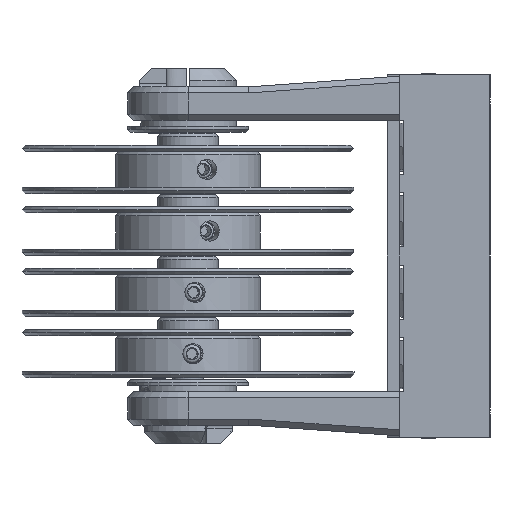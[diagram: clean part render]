
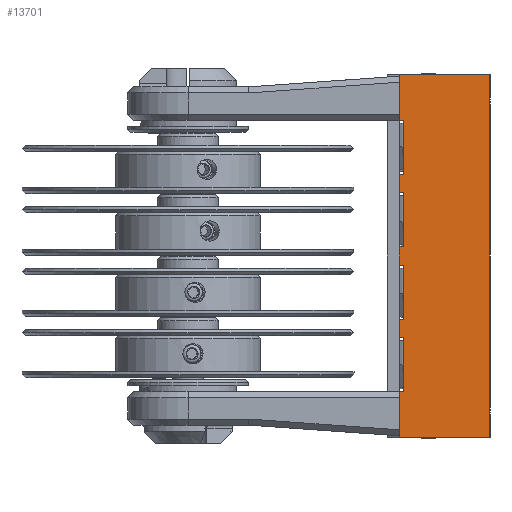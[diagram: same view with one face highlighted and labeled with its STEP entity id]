
A CAD part, left-side view. The second image highlights one B-rep face of the part: STEP entity #13701.
In plain terms, the highlighted planar face has unit normal (-1, 0, 0).
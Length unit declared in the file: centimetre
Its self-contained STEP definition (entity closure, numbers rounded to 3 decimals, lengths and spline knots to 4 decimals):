
#3154=VECTOR('',#23259,1.);
#3189=VECTOR('',#23345,1.);
#3206=VECTOR('',#23406,1.);
#3208=VECTOR('',#23416,1.);
#3211=VECTOR('',#23419,1.);
#3285=VECTOR('',#23535,1.);
#3319=VECTOR('',#23580,1.);
#3470=VECTOR('',#23906,1.);
#3478=VECTOR('',#23927,1.);
#3485=VECTOR('',#23941,1.);
#3488=VECTOR('',#23951,1.);
#3498=VECTOR('',#23974,1.);
#3502=VECTOR('',#23985,1.);
#3546=VECTOR('',#24105,1.);
#3547=VECTOR('',#24106,1.);
#3548=VECTOR('',#24107,1.);
#4207=LINE('',#15336,#3154);
#4242=LINE('',#15455,#3189);
#4259=LINE('',#15738,#3206);
#4261=LINE('',#15818,#3208);
#4264=LINE('',#15824,#3211);
#4338=LINE('',#15981,#3285);
#4372=LINE('',#16053,#3319);
#4523=LINE('',#16452,#3470);
#4531=LINE('',#16479,#3478);
#4538=LINE('',#16497,#3485);
#4541=LINE('',#16507,#3488);
#4551=LINE('',#16538,#3498);
#4555=LINE('',#16551,#3502);
#4599=LINE('',#16673,#3546);
#4600=LINE('',#16674,#3547);
#4601=LINE('',#16675,#3548);
#5378=PLANE('',#14479);
#5663=VERTEX_POINT('',#15337);
#5664=VERTEX_POINT('',#15338);
#5720=VERTEX_POINT('',#15454);
#5721=VERTEX_POINT('',#15456);
#5726=VERTEX_POINT('',#15467);
#5729=VERTEX_POINT('',#15471);
#5758=VERTEX_POINT('',#15737);
#5759=VERTEX_POINT('',#15739);
#5762=VERTEX_POINT('',#15817);
#5763=VERTEX_POINT('',#15819);
#5765=VERTEX_POINT('',#15823);
#5963=VERTEX_POINT('',#16453);
#5974=VERTEX_POINT('',#16478);
#5975=VERTEX_POINT('',#16483);
#5981=VERTEX_POINT('',#16496);
#5985=VERTEX_POINT('',#16508);
#5992=VERTEX_POINT('',#16524);
#5998=VERTEX_POINT('',#16537);
#6003=VERTEX_POINT('',#16550);
#6004=VERTEX_POINT('',#16552);
#7023=EDGE_CURVE('',#5663,#5664,#4207,.T.);
#7080=EDGE_CURVE('',#5721,#5720,#4242,.T.);
#7089=EDGE_CURVE('',#5726,#5729,#4242,.T.);
#7124=EDGE_CURVE('',#5759,#5758,#4259,.T.);
#7131=EDGE_CURVE('',#5763,#5762,#4261,.T.);
#7135=EDGE_CURVE('',#5762,#5765,#4264,.T.);
#7136=EDGE_CURVE('',#5765,#5759,#4242,.T.);
#7222=EDGE_CURVE('',#5664,#5721,#4338,.T.);
#7258=EDGE_CURVE('',#5663,#5729,#4372,.T.);
#7443=EDGE_CURVE('',#5963,#5726,#4523,.T.);
#7457=EDGE_CURVE('',#5720,#5974,#4531,.T.);
#7467=EDGE_CURVE('',#5975,#5981,#4538,.T.);
#7473=EDGE_CURVE('',#5985,#5763,#4541,.T.);
#7492=EDGE_CURVE('',#5992,#5998,#4551,.T.);
#7499=EDGE_CURVE('',#6004,#6003,#4555,.T.);
#7563=EDGE_CURVE('',#5974,#5975,#4599,.T.);
#7564=EDGE_CURVE('',#5981,#5985,#4242,.T.);
#7565=EDGE_CURVE('',#5758,#5992,#4600,.T.);
#7566=EDGE_CURVE('',#5998,#6004,#4242,.T.);
#7567=EDGE_CURVE('',#6003,#5963,#4601,.T.);
#9573=ORIENTED_EDGE('',*,*,#7457,.T.);
#9574=ORIENTED_EDGE('',*,*,#7563,.T.);
#9575=ORIENTED_EDGE('',*,*,#7467,.T.);
#9576=ORIENTED_EDGE('',*,*,#7564,.T.);
#9577=ORIENTED_EDGE('',*,*,#7473,.T.);
#9578=ORIENTED_EDGE('',*,*,#7131,.T.);
#9579=ORIENTED_EDGE('',*,*,#7135,.T.);
#9580=ORIENTED_EDGE('',*,*,#7136,.T.);
#9581=ORIENTED_EDGE('',*,*,#7124,.T.);
#9582=ORIENTED_EDGE('',*,*,#7565,.T.);
#9583=ORIENTED_EDGE('',*,*,#7492,.T.);
#9584=ORIENTED_EDGE('',*,*,#7566,.T.);
#9585=ORIENTED_EDGE('',*,*,#7499,.T.);
#9586=ORIENTED_EDGE('',*,*,#7567,.T.);
#9587=ORIENTED_EDGE('',*,*,#7443,.T.);
#9588=ORIENTED_EDGE('',*,*,#7089,.T.);
#9589=ORIENTED_EDGE('',*,*,#7258,.F.);
#9590=ORIENTED_EDGE('',*,*,#7023,.T.);
#9591=ORIENTED_EDGE('',*,*,#7222,.T.);
#9592=ORIENTED_EDGE('',*,*,#7080,.T.);
#11977=EDGE_LOOP('',(#9573,#9574,#9575,#9576,#9577,#9578,#9579,#9580,#9581,
#9582,#9583,#9584,#9585,#9586,#9587,#9588,#9589,#9590,#9591,#9592));
#12882=FACE_BOUND('',#11977,.T.);
#13701=ADVANCED_FACE('',(#12882),#5378,.T.);
#14479=AXIS2_PLACEMENT_3D('',#16672,#24104,$);
#15336=CARTESIAN_POINT('',(-6.,0.,-3.));
#15337=CARTESIAN_POINT('',(-6.,0.,-3.));
#15338=CARTESIAN_POINT('',(-6.,0.,3.));
#15454=CARTESIAN_POINT('',(-6.,1.5,2.25));
#15455=CARTESIAN_POINT('',(-6.,1.5,-3.));
#15456=CARTESIAN_POINT('',(-6.,1.5,3.));
#15467=CARTESIAN_POINT('',(-6.,1.5,-2.25));
#15471=CARTESIAN_POINT('',(-6.,1.5,-3.));
#15737=CARTESIAN_POINT('',(-6.,1.43,-0.15));
#15738=CARTESIAN_POINT('',(-6.,0.6846,-0.15));
#15739=CARTESIAN_POINT('',(-6.,1.5,-0.15));
#15817=CARTESIAN_POINT('',(-6.,1.43,0.15));
#15818=CARTESIAN_POINT('',(-6.,1.43,0.075));
#15819=CARTESIAN_POINT('',(-6.,1.43,1.05));
#15823=CARTESIAN_POINT('',(-6.,1.5,0.15));
#15824=CARTESIAN_POINT('',(-6.,0.6846,0.15));
#15981=CARTESIAN_POINT('',(-6.,0.,3.));
#16053=CARTESIAN_POINT('',(-6.,0.,-3.));
#16452=CARTESIAN_POINT('',(-6.,0.6846,-2.25));
#16453=CARTESIAN_POINT('',(-6.,1.43,-2.25));
#16478=CARTESIAN_POINT('',(-6.,1.43,2.25));
#16479=CARTESIAN_POINT('',(-6.,0.6846,2.25));
#16483=CARTESIAN_POINT('',(-6.,1.43,1.35));
#16496=CARTESIAN_POINT('',(-6.,1.5,1.35));
#16497=CARTESIAN_POINT('',(-6.,0.6846,1.35));
#16507=CARTESIAN_POINT('',(-6.,0.6846,1.05));
#16508=CARTESIAN_POINT('',(-6.,1.5,1.05));
#16524=CARTESIAN_POINT('',(-6.,1.43,-1.05));
#16537=CARTESIAN_POINT('',(-6.,1.5,-1.05));
#16538=CARTESIAN_POINT('',(-6.,0.6846,-1.05));
#16550=CARTESIAN_POINT('',(-6.,1.43,-1.35));
#16551=CARTESIAN_POINT('',(-6.,0.6846,-1.35));
#16552=CARTESIAN_POINT('',(-6.,1.5,-1.35));
#16672=CARTESIAN_POINT('',(-6.,0.,0.));
#16673=CARTESIAN_POINT('',(-6.,1.43,0.675));
#16674=CARTESIAN_POINT('',(-6.,1.43,-0.525));
#16675=CARTESIAN_POINT('',(-6.,1.43,-1.125));
#23259=DIRECTION('',(0.,0.,1.));
#23345=DIRECTION('',(0.,0.,-1.));
#23406=DIRECTION('',(0.,-1.,0.));
#23416=DIRECTION('',(0.,0.,-1.));
#23419=DIRECTION('',(0.,1.,0.));
#23535=DIRECTION('',(0.,1.,0.));
#23580=DIRECTION('',(0.,1.,0.));
#23906=DIRECTION('',(0.,1.,0.));
#23927=DIRECTION('',(0.,-1.,0.));
#23941=DIRECTION('',(0.,1.,0.));
#23951=DIRECTION('',(0.,-1.,0.));
#23974=DIRECTION('',(0.,1.,0.));
#23985=DIRECTION('',(0.,-1.,0.));
#24104=DIRECTION('',(-1.,0.,0.));
#24105=DIRECTION('',(0.,0.,-1.));
#24106=DIRECTION('',(0.,0.,-1.));
#24107=DIRECTION('',(0.,0.,-1.));
